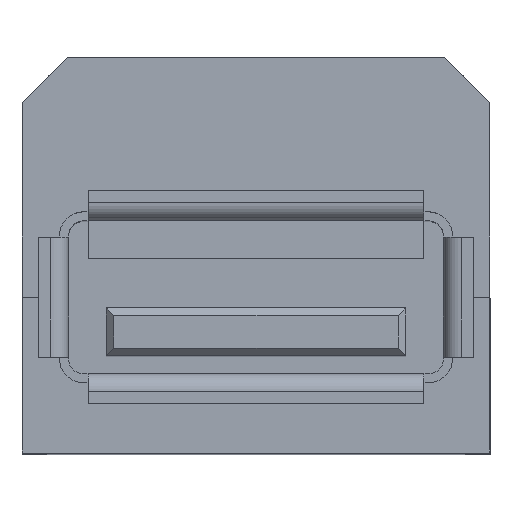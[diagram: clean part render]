
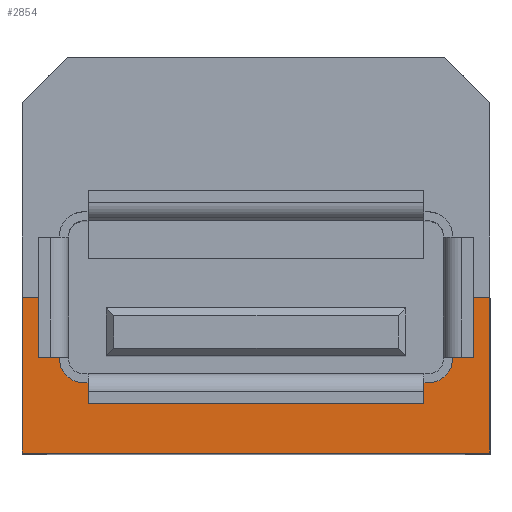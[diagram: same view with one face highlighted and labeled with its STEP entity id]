
A CAD part, top view. The second image highlights one B-rep face of the part: STEP entity #2854.
In plain terms, the highlighted planar face has unit normal (0, 0, 1).
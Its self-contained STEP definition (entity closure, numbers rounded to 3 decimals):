
#147 = DIRECTION ( 'NONE',  ( 0., -1., 0. ) ) ;
#158 = CARTESIAN_POINT ( 'NONE',  ( 5.75, -4.255, 16. ) ) ;
#251 = VERTEX_POINT ( 'NONE', #7551 ) ;
#259 = VECTOR ( 'NONE', #1533, 1000. ) ;
#266 = PLANE ( 'NONE',  #1583 ) ;
#278 = VECTOR ( 'NONE', #898, 1000. ) ;
#303 = CARTESIAN_POINT ( 'NONE',  ( -7.25, -3.405, 16. ) ) ;
#703 = EDGE_CURVE ( 'NONE', #8511, #2095, #9068, .T. ) ;
#879 = VERTEX_POINT ( 'NONE', #5439 ) ;
#898 = DIRECTION ( 'NONE',  ( 1., 0., 0. ) ) ;
#907 = VECTOR ( 'NONE', #990, 1000. ) ;
#922 = LINE ( 'NONE', #2678, #6733 ) ;
#964 = DIRECTION ( 'NONE',  ( 0., -1., 0. ) ) ;
#990 = DIRECTION ( 'NONE',  ( 0., 1., 0. ) ) ;
#1024 = VERTEX_POINT ( 'NONE', #1817 ) ;
#1106 = CARTESIAN_POINT ( 'NONE',  ( 5.6, -4.955, 16. ) ) ;
#1135 = ORIENTED_EDGE ( 'NONE', *, *, #703, .T. ) ;
#1214 = DIRECTION ( 'NONE',  ( 0., 1., 0. ) ) ;
#1235 = DIRECTION ( 'NONE',  ( 1., 0., 0. ) ) ;
#1533 = DIRECTION ( 'NONE',  ( 1., 0., 0. ) ) ;
#1583 = AXIS2_PLACEMENT_3D ( 'NONE', #6811, #9045, #5145 ) ;
#1597 = CARTESIAN_POINT ( 'NONE',  ( 7.25, 0.595, 16. ) ) ;
#1656 = ORIENTED_EDGE ( 'NONE', *, *, #8811, .T. ) ;
#1667 = CARTESIAN_POINT ( 'NONE',  ( 5.75, -3.455, 16. ) ) ;
#1669 = ORIENTED_EDGE ( 'NONE', *, *, #5152, .F. ) ;
#1717 = DIRECTION ( 'NONE',  ( 1., 0., 0. ) ) ;
#1743 = CARTESIAN_POINT ( 'NONE',  ( -7.8, -1.405, 16. ) ) ;
#1755 = VERTEX_POINT ( 'NONE', #5240 ) ;
#1762 = VERTEX_POINT ( 'NONE', #2100 ) ;
#1817 = CARTESIAN_POINT ( 'NONE',  ( -6.55, -3.455, 16. ) ) ;
#1870 = VECTOR ( 'NONE', #3878, 1000. ) ;
#1878 = VERTEX_POINT ( 'NONE', #303 ) ;
#1954 = CARTESIAN_POINT ( 'NONE',  ( -6.55, -4.255, 16. ) ) ;
#2095 = VERTEX_POINT ( 'NONE', #1743 ) ;
#2100 = CARTESIAN_POINT ( 'NONE',  ( 7.8, -1.405, 16. ) ) ;
#2111 = LINE ( 'NONE', #1597, #6706 ) ;
#2152 = VERTEX_POINT ( 'NONE', #1106 ) ;
#2160 = LINE ( 'NONE', #5261, #278 ) ;
#2189 = VERTEX_POINT ( 'NONE', #5500 ) ;
#2193 = DIRECTION ( 'NONE',  ( 0., -1., 0. ) ) ;
#2376 = LINE ( 'NONE', #3714, #259 ) ;
#2381 = DIRECTION ( 'NONE',  ( 1., 0., 0. ) ) ;
#2391 = CARTESIAN_POINT ( 'NONE',  ( 6.55, -3.455, 16. ) ) ;
#2539 = VECTOR ( 'NONE', #1235, 1000. ) ;
#2604 = ORIENTED_EDGE ( 'NONE', *, *, #8430, .F. ) ;
#2609 = CARTESIAN_POINT ( 'NONE',  ( 6.55, -3.405, 16. ) ) ;
#2678 = CARTESIAN_POINT ( 'NONE',  ( -7.8, 6.595, 16. ) ) ;
#2749 = EDGE_CURVE ( 'NONE', #1762, #879, #3192, .T. ) ;
#2755 = VERTEX_POINT ( 'NONE', #5167 ) ;
#2802 = AXIS2_PLACEMENT_3D ( 'NONE', #1667, #6776, #2381 ) ;
#2854 = ADVANCED_FACE ( 'NONE', ( #5493 ), #266, .T. ) ;
#2894 = DIRECTION ( 'NONE',  ( 1., 0., 0. ) ) ;
#3050 = DIRECTION ( 'NONE',  ( -1., 0., 0. ) ) ;
#3084 = VECTOR ( 'NONE', #1214, 1000. ) ;
#3152 = CARTESIAN_POINT ( 'NONE',  ( 5.6, -3.405, 16. ) ) ;
#3161 = EDGE_LOOP ( 'NONE', ( #1135, #1656, #7288, #7597, #5861, #4378, #3919, #8901, #8209, #5562, #4924, #6265, #8706, #1669, #3721, #7984, #2604, #4355 ) ) ;
#3192 = LINE ( 'NONE', #6576, #4313 ) ;
#3279 = AXIS2_PLACEMENT_3D ( 'NONE', #3842, #8948, #4605 ) ;
#3477 = VECTOR ( 'NONE', #964, 1000. ) ;
#3581 = LINE ( 'NONE', #7047, #2539 ) ;
#3669 = CARTESIAN_POINT ( 'NONE',  ( -6.55, 1.445, 16. ) ) ;
#3709 = VERTEX_POINT ( 'NONE', #2391 ) ;
#3714 = CARTESIAN_POINT ( 'NONE',  ( -7.25, -3.405, 16. ) ) ;
#3721 = ORIENTED_EDGE ( 'NONE', *, *, #6271, .T. ) ;
#3842 = CARTESIAN_POINT ( 'NONE',  ( -5.75, -3.455, 16. ) ) ;
#3878 = DIRECTION ( 'NONE',  ( -1., 0., 0. ) ) ;
#3919 = ORIENTED_EDGE ( 'NONE', *, *, #6088, .F. ) ;
#4194 = EDGE_CURVE ( 'NONE', #2189, #7335, #3581, .T. ) ;
#4313 = VECTOR ( 'NONE', #3050, 1000. ) ;
#4355 = ORIENTED_EDGE ( 'NONE', *, *, #5633, .F. ) ;
#4378 = ORIENTED_EDGE ( 'NONE', *, *, #7000, .F. ) ;
#4421 = VECTOR ( 'NONE', #2193, 1000. ) ;
#4475 = LINE ( 'NONE', #8271, #6514 ) ;
#4536 = VECTOR ( 'NONE', #4637, 1000. ) ;
#4605 = DIRECTION ( 'NONE',  ( 1., 0., 0. ) ) ;
#4637 = DIRECTION ( 'NONE',  ( 0., 1., 0. ) ) ;
#4924 = ORIENTED_EDGE ( 'NONE', *, *, #6318, .F. ) ;
#4949 = VECTOR ( 'NONE', #147, 1000. ) ;
#5029 = LINE ( 'NONE', #8432, #3084 ) ;
#5145 = DIRECTION ( 'NONE',  ( 1., 0., 0. ) ) ;
#5152 = EDGE_CURVE ( 'NONE', #2755, #251, #4475, .T. ) ;
#5167 = CARTESIAN_POINT ( 'NONE',  ( -5.75, -4.255, 16. ) ) ;
#5240 = CARTESIAN_POINT ( 'NONE',  ( -5.6, -4.955, 16. ) ) ;
#5261 = CARTESIAN_POINT ( 'NONE',  ( -5.6, -4.955, 16. ) ) ;
#5439 = CARTESIAN_POINT ( 'NONE',  ( 7.25, -1.405, 16. ) ) ;
#5493 = FACE_OUTER_BOUND ( 'NONE', #3161, .T. ) ;
#5500 = CARTESIAN_POINT ( 'NONE',  ( -7.8, -6.595, 16. ) ) ;
#5546 = VERTEX_POINT ( 'NONE', #7992 ) ;
#5562 = ORIENTED_EDGE ( 'NONE', *, *, #8816, .F. ) ;
#5633 = EDGE_CURVE ( 'NONE', #8511, #1878, #8421, .T. ) ;
#5754 = EDGE_CURVE ( 'NONE', #251, #1755, #9341, .T. ) ;
#5861 = ORIENTED_EDGE ( 'NONE', *, *, #2749, .T. ) ;
#5962 = DIRECTION ( 'NONE',  ( 0., 1., 0. ) ) ;
#6088 = EDGE_CURVE ( 'NONE', #7911, #5546, #7665, .T. ) ;
#6094 = VERTEX_POINT ( 'NONE', #7985 ) ;
#6256 = EDGE_CURVE ( 'NONE', #3709, #8481, #6594, .T. ) ;
#6265 = ORIENTED_EDGE ( 'NONE', *, *, #7649, .F. ) ;
#6271 = EDGE_CURVE ( 'NONE', #2755, #1024, #6280, .T. ) ;
#6280 = CIRCLE ( 'NONE', #3279, 0.8 ) ;
#6312 = EDGE_CURVE ( 'NONE', #7335, #1762, #6716, .T. ) ;
#6318 = EDGE_CURVE ( 'NONE', #2152, #6572, #6948, .T. ) ;
#6336 = DIRECTION ( 'NONE',  ( 1., 0., 0. ) ) ;
#6497 = VECTOR ( 'NONE', #6336, 1000. ) ;
#6514 = VECTOR ( 'NONE', #1717, 1000. ) ;
#6572 = VERTEX_POINT ( 'NONE', #7099 ) ;
#6576 = CARTESIAN_POINT ( 'NONE',  ( 7.8, -1.405, 16. ) ) ;
#6594 = CIRCLE ( 'NONE', #2802, 0.8 ) ;
#6706 = VECTOR ( 'NONE', #5962, 1000. ) ;
#6716 = LINE ( 'NONE', #7511, #907 ) ;
#6733 = VECTOR ( 'NONE', #7773, 1000. ) ;
#6776 = DIRECTION ( 'NONE',  ( 0., 0., -1. ) ) ;
#6785 = CARTESIAN_POINT ( 'NONE',  ( -5.6, -3.405, 16. ) ) ;
#6811 = CARTESIAN_POINT ( 'NONE',  ( -7.8, -6.595, 16. ) ) ;
#6948 = LINE ( 'NONE', #3152, #4536 ) ;
#7000 = EDGE_CURVE ( 'NONE', #5546, #879, #2111, .T. ) ;
#7047 = CARTESIAN_POINT ( 'NONE',  ( -7.8, -6.595, 16. ) ) ;
#7099 = CARTESIAN_POINT ( 'NONE',  ( 5.6, -4.255, 16. ) ) ;
#7259 = CARTESIAN_POINT ( 'NONE',  ( 5.6, -3.405, 16. ) ) ;
#7288 = ORIENTED_EDGE ( 'NONE', *, *, #4194, .T. ) ;
#7335 = VERTEX_POINT ( 'NONE', #7744 ) ;
#7433 = CARTESIAN_POINT ( 'NONE',  ( -7.25, -1.405, 16. ) ) ;
#7511 = CARTESIAN_POINT ( 'NONE',  ( 7.8, 6.595, 16. ) ) ;
#7551 = CARTESIAN_POINT ( 'NONE',  ( -5.6, -4.255, 16. ) ) ;
#7597 = ORIENTED_EDGE ( 'NONE', *, *, #6312, .T. ) ;
#7649 = EDGE_CURVE ( 'NONE', #1755, #2152, #2160, .T. ) ;
#7665 = LINE ( 'NONE', #7259, #8333 ) ;
#7744 = CARTESIAN_POINT ( 'NONE',  ( 7.8, -6.595, 16. ) ) ;
#7773 = DIRECTION ( 'NONE',  ( 0., -1., 0. ) ) ;
#7911 = VERTEX_POINT ( 'NONE', #2609 ) ;
#7929 = EDGE_CURVE ( 'NONE', #3709, #7911, #5029, .T. ) ;
#7984 = ORIENTED_EDGE ( 'NONE', *, *, #9031, .F. ) ;
#7985 = CARTESIAN_POINT ( 'NONE',  ( -6.55, -3.405, 16. ) ) ;
#7992 = CARTESIAN_POINT ( 'NONE',  ( 7.25, -3.405, 16. ) ) ;
#8099 = CARTESIAN_POINT ( 'NONE',  ( -7.25, 0.595, 16. ) ) ;
#8209 = ORIENTED_EDGE ( 'NONE', *, *, #6256, .T. ) ;
#8271 = CARTESIAN_POINT ( 'NONE',  ( -6.55, -4.255, 16. ) ) ;
#8294 = LINE ( 'NONE', #3669, #4421 ) ;
#8333 = VECTOR ( 'NONE', #2894, 1000. ) ;
#8421 = LINE ( 'NONE', #8099, #4949 ) ;
#8430 = EDGE_CURVE ( 'NONE', #1878, #6094, #2376, .T. ) ;
#8432 = CARTESIAN_POINT ( 'NONE',  ( 6.55, 1.445, 16. ) ) ;
#8481 = VERTEX_POINT ( 'NONE', #158 ) ;
#8511 = VERTEX_POINT ( 'NONE', #7433 ) ;
#8706 = ORIENTED_EDGE ( 'NONE', *, *, #5754, .F. ) ;
#8811 = EDGE_CURVE ( 'NONE', #2095, #2189, #922, .T. ) ;
#8816 = EDGE_CURVE ( 'NONE', #6572, #8481, #8869, .T. ) ;
#8869 = LINE ( 'NONE', #1954, #6497 ) ;
#8901 = ORIENTED_EDGE ( 'NONE', *, *, #7929, .F. ) ;
#8948 = DIRECTION ( 'NONE',  ( 0., 0., -1. ) ) ;
#8986 = CARTESIAN_POINT ( 'NONE',  ( 7.8, -1.405, 16. ) ) ;
#9031 = EDGE_CURVE ( 'NONE', #6094, #1024, #8294, .T. ) ;
#9045 = DIRECTION ( 'NONE',  ( 0., 0., 1. ) ) ;
#9068 = LINE ( 'NONE', #8986, #1870 ) ;
#9341 = LINE ( 'NONE', #6785, #3477 ) ;
